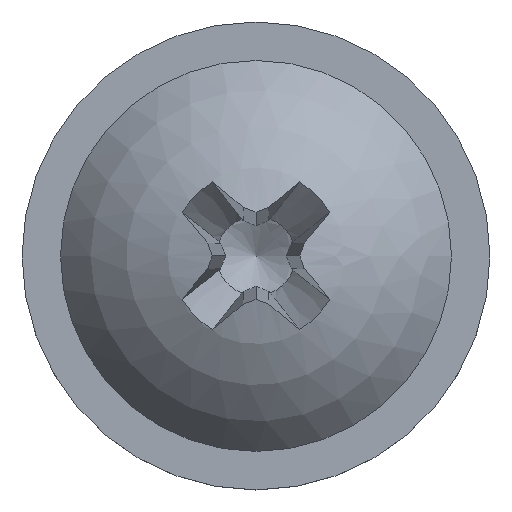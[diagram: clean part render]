
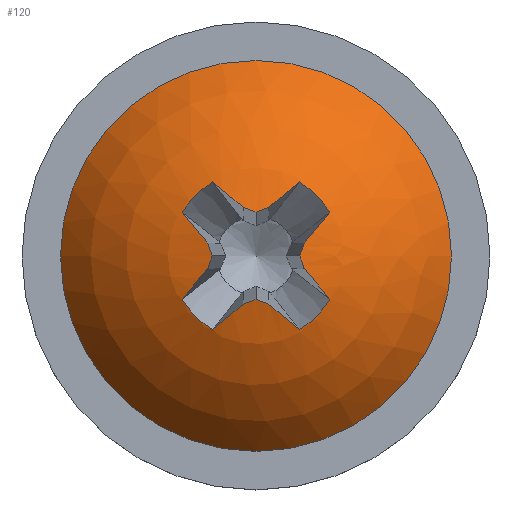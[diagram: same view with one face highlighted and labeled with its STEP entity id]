
A CAD part, top view. The second image highlights one B-rep face of the part: STEP entity #120.
In plain terms, the highlighted spherical face has radius 3.8 mm.
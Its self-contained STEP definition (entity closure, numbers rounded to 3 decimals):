
#21 = EDGE_CURVE('',#22,#22,#24,.T.);
#22 = VERTEX_POINT('',#23);
#23 = CARTESIAN_POINT('',(3.133,0.,0.7));
#24 = CIRCLE('',#25,3.133);
#25 = AXIS2_PLACEMENT_3D('',#26,#27,#28);
#26 = CARTESIAN_POINT('',(0.,0.,0.7));
#27 = DIRECTION('',(0.,0.,1.));
#28 = DIRECTION('',(1.,0.,0.));
#120 = ADVANCED_FACE('',(#121),#312,.T.);
#121 = FACE_BOUND('',#122,.F.);
#122 = EDGE_LOOP('',(#123,#134,#141,#142,#143,#152,#161,#170,#179,#188,
    #197,#206,#215,#224,#233,#242,#251,#260,#269,#278,#287,#296,#305));
#123 = ORIENTED_EDGE('',*,*,#124,.T.);
#124 = EDGE_CURVE('',#125,#127,#129,.T.);
#125 = VERTEX_POINT('',#126);
#126 = CARTESIAN_POINT('',(0.775,-0.205,2.264));
#127 = VERTEX_POINT('',#128);
#128 = CARTESIAN_POINT('',(0.7,0.,2.285));
#129 = CIRCLE('',#130,3.793);
#130 = AXIS2_PLACEMENT_3D('',#131,#132,#133);
#131 = CARTESIAN_POINT('',(0.208,0.079,
    -1.476));
#132 = DIRECTION('',(-0.928,-0.354,0.114));
#133 = DIRECTION('',(0.356,-0.934,0.));
#134 = ORIENTED_EDGE('',*,*,#135,.T.);
#135 = EDGE_CURVE('',#127,#22,#136,.T.);
#136 = CIRCLE('',#137,3.8);
#137 = AXIS2_PLACEMENT_3D('',#138,#139,#140);
#138 = CARTESIAN_POINT('',(0.,0.,-1.45));
#139 = DIRECTION('',(-0.,1.,0.));
#140 = DIRECTION('',(0.,0.,1.));
#141 = ORIENTED_EDGE('',*,*,#21,.F.);
#142 = ORIENTED_EDGE('',*,*,#135,.F.);
#143 = ORIENTED_EDGE('',*,*,#144,.T.);
#144 = EDGE_CURVE('',#127,#145,#147,.T.);
#145 = VERTEX_POINT('',#146);
#146 = CARTESIAN_POINT('',(0.775,0.205,2.264));
#147 = CIRCLE('',#148,3.793);
#148 = AXIS2_PLACEMENT_3D('',#149,#150,#151);
#149 = CARTESIAN_POINT('',(0.208,-0.079,
    -1.476));
#150 = DIRECTION('',(-0.928,0.354,0.114));
#151 = DIRECTION('',(-0.356,-0.934,0.));
#152 = ORIENTED_EDGE('',*,*,#153,.T.);
#153 = EDGE_CURVE('',#145,#154,#156,.T.);
#154 = VERTEX_POINT('',#155);
#155 = CARTESIAN_POINT('',(1.183,0.695,2.094)
  );
#156 = CIRCLE('',#157,3.799);
#157 = AXIS2_PLACEMENT_3D('',#158,#159,#160);
#158 = CARTESIAN_POINT('',(0.078,-0.069,
    -1.46));
#159 = DIRECTION('',(-0.749,0.656,0.092));
#160 = DIRECTION('',(-0.659,-0.752,0.)
  );
#161 = ORIENTED_EDGE('',*,*,#162,.F.);
#162 = EDGE_CURVE('',#163,#154,#165,.T.);
#163 = VERTEX_POINT('',#164);
#164 = CARTESIAN_POINT('',(0.695,1.183,2.094)
  );
#165 = CIRCLE('',#166,1.372);
#166 = AXIS2_PLACEMENT_3D('',#167,#168,#169);
#167 = CARTESIAN_POINT('',(0.,0.,2.094));
#168 = DIRECTION('',(0.,-0.,-1.));
#169 = DIRECTION('',(1.,0.,0.));
#170 = ORIENTED_EDGE('',*,*,#171,.T.);
#171 = EDGE_CURVE('',#163,#172,#174,.T.);
#172 = VERTEX_POINT('',#173);
#173 = CARTESIAN_POINT('',(0.205,0.775,2.264));
#174 = CIRCLE('',#175,3.799);
#175 = AXIS2_PLACEMENT_3D('',#176,#177,#178);
#176 = CARTESIAN_POINT('',(-0.069,0.078,
    -1.46));
#177 = DIRECTION('',(0.656,-0.749,0.092));
#178 = DIRECTION('',(0.752,0.659,0.));
#179 = ORIENTED_EDGE('',*,*,#180,.T.);
#180 = EDGE_CURVE('',#172,#181,#183,.T.);
#181 = VERTEX_POINT('',#182);
#182 = CARTESIAN_POINT('',(0.,0.7,2.285));
#183 = CIRCLE('',#184,3.793);
#184 = AXIS2_PLACEMENT_3D('',#185,#186,#187);
#185 = CARTESIAN_POINT('',(-0.079,0.208,
    -1.476));
#186 = DIRECTION('',(0.354,-0.928,0.114));
#187 = DIRECTION('',(0.934,0.356,0.)
  );
#188 = ORIENTED_EDGE('',*,*,#189,.T.);
#189 = EDGE_CURVE('',#181,#190,#192,.T.);
#190 = VERTEX_POINT('',#191);
#191 = CARTESIAN_POINT('',(-0.205,0.775,2.264));
#192 = CIRCLE('',#193,3.793);
#193 = AXIS2_PLACEMENT_3D('',#194,#195,#196);
#194 = CARTESIAN_POINT('',(0.079,0.208,
    -1.476));
#195 = DIRECTION('',(-0.354,-0.928,0.114));
#196 = DIRECTION('',(0.934,-0.356,0.)
  );
#197 = ORIENTED_EDGE('',*,*,#198,.T.);
#198 = EDGE_CURVE('',#190,#199,#201,.T.);
#199 = VERTEX_POINT('',#200);
#200 = CARTESIAN_POINT('',(-0.695,1.183,2.094
    ));
#201 = CIRCLE('',#202,3.799);
#202 = AXIS2_PLACEMENT_3D('',#203,#204,#205);
#203 = CARTESIAN_POINT('',(0.069,0.078,
    -1.46));
#204 = DIRECTION('',(-0.656,-0.749,0.092)
  );
#205 = DIRECTION('',(0.752,-0.659,0.));
#206 = ORIENTED_EDGE('',*,*,#207,.F.);
#207 = EDGE_CURVE('',#208,#199,#210,.T.);
#208 = VERTEX_POINT('',#209);
#209 = CARTESIAN_POINT('',(-1.183,0.695,2.094
    ));
#210 = CIRCLE('',#211,1.372);
#211 = AXIS2_PLACEMENT_3D('',#212,#213,#214);
#212 = CARTESIAN_POINT('',(0.,0.,2.094));
#213 = DIRECTION('',(0.,-0.,-1.));
#214 = DIRECTION('',(1.,0.,0.));
#215 = ORIENTED_EDGE('',*,*,#216,.T.);
#216 = EDGE_CURVE('',#208,#217,#219,.T.);
#217 = VERTEX_POINT('',#218);
#218 = CARTESIAN_POINT('',(-0.775,0.205,2.264));
#219 = CIRCLE('',#220,3.799);
#220 = AXIS2_PLACEMENT_3D('',#221,#222,#223);
#221 = CARTESIAN_POINT('',(-0.078,-0.069,
    -1.46));
#222 = DIRECTION('',(0.749,0.656,0.092));
#223 = DIRECTION('',(-0.659,0.752,0.));
#224 = ORIENTED_EDGE('',*,*,#225,.T.);
#225 = EDGE_CURVE('',#217,#226,#228,.T.);
#226 = VERTEX_POINT('',#227);
#227 = CARTESIAN_POINT('',(-0.7,0.,2.285));
#228 = CIRCLE('',#229,3.793);
#229 = AXIS2_PLACEMENT_3D('',#230,#231,#232);
#230 = CARTESIAN_POINT('',(-0.208,-0.079,
    -1.476));
#231 = DIRECTION('',(0.928,0.354,0.114));
#232 = DIRECTION('',(-0.356,0.934,0.)
  );
#233 = ORIENTED_EDGE('',*,*,#234,.T.);
#234 = EDGE_CURVE('',#226,#235,#237,.T.);
#235 = VERTEX_POINT('',#236);
#236 = CARTESIAN_POINT('',(-0.775,-0.205,2.264));
#237 = CIRCLE('',#238,3.793);
#238 = AXIS2_PLACEMENT_3D('',#239,#240,#241);
#239 = CARTESIAN_POINT('',(-0.208,0.079,
    -1.476));
#240 = DIRECTION('',(0.928,-0.354,0.114));
#241 = DIRECTION('',(0.356,0.934,0.)
  );
#242 = ORIENTED_EDGE('',*,*,#243,.T.);
#243 = EDGE_CURVE('',#235,#244,#246,.T.);
#244 = VERTEX_POINT('',#245);
#245 = CARTESIAN_POINT('',(-1.183,-0.695,
    2.094));
#246 = CIRCLE('',#247,3.799);
#247 = AXIS2_PLACEMENT_3D('',#248,#249,#250);
#248 = CARTESIAN_POINT('',(-0.078,0.069,
    -1.46));
#249 = DIRECTION('',(0.749,-0.656,0.092));
#250 = DIRECTION('',(0.659,0.752,0.));
#251 = ORIENTED_EDGE('',*,*,#252,.F.);
#252 = EDGE_CURVE('',#253,#244,#255,.T.);
#253 = VERTEX_POINT('',#254);
#254 = CARTESIAN_POINT('',(-0.695,-1.183,
    2.094));
#255 = CIRCLE('',#256,1.372);
#256 = AXIS2_PLACEMENT_3D('',#257,#258,#259);
#257 = CARTESIAN_POINT('',(0.,0.,2.094));
#258 = DIRECTION('',(0.,-0.,-1.));
#259 = DIRECTION('',(1.,0.,0.));
#260 = ORIENTED_EDGE('',*,*,#261,.T.);
#261 = EDGE_CURVE('',#253,#262,#264,.T.);
#262 = VERTEX_POINT('',#263);
#263 = CARTESIAN_POINT('',(-0.205,-0.775,2.264));
#264 = CIRCLE('',#265,3.799);
#265 = AXIS2_PLACEMENT_3D('',#266,#267,#268);
#266 = CARTESIAN_POINT('',(0.069,-0.078,
    -1.46));
#267 = DIRECTION('',(-0.656,0.749,0.092));
#268 = DIRECTION('',(-0.752,-0.659,0.));
#269 = ORIENTED_EDGE('',*,*,#270,.T.);
#270 = EDGE_CURVE('',#262,#271,#273,.T.);
#271 = VERTEX_POINT('',#272);
#272 = CARTESIAN_POINT('',(0.,-0.7,2.285));
#273 = CIRCLE('',#274,3.793);
#274 = AXIS2_PLACEMENT_3D('',#275,#276,#277);
#275 = CARTESIAN_POINT('',(0.079,-0.208,
    -1.476));
#276 = DIRECTION('',(-0.354,0.928,0.114));
#277 = DIRECTION('',(-0.934,-0.356,0.));
#278 = ORIENTED_EDGE('',*,*,#279,.T.);
#279 = EDGE_CURVE('',#271,#280,#282,.T.);
#280 = VERTEX_POINT('',#281);
#281 = CARTESIAN_POINT('',(0.205,-0.775,2.264));
#282 = CIRCLE('',#283,3.793);
#283 = AXIS2_PLACEMENT_3D('',#284,#285,#286);
#284 = CARTESIAN_POINT('',(-0.079,-0.208,
    -1.476));
#285 = DIRECTION('',(0.354,0.928,0.114));
#286 = DIRECTION('',(-0.934,0.356,0.));
#287 = ORIENTED_EDGE('',*,*,#288,.T.);
#288 = EDGE_CURVE('',#280,#289,#291,.T.);
#289 = VERTEX_POINT('',#290);
#290 = CARTESIAN_POINT('',(0.695,-1.183,2.094
    ));
#291 = CIRCLE('',#292,3.799);
#292 = AXIS2_PLACEMENT_3D('',#293,#294,#295);
#293 = CARTESIAN_POINT('',(-0.069,-0.078,
    -1.46));
#294 = DIRECTION('',(0.656,0.749,0.092));
#295 = DIRECTION('',(-0.752,0.659,0.)
  );
#296 = ORIENTED_EDGE('',*,*,#297,.F.);
#297 = EDGE_CURVE('',#298,#289,#300,.T.);
#298 = VERTEX_POINT('',#299);
#299 = CARTESIAN_POINT('',(1.183,-0.695,2.094
    ));
#300 = CIRCLE('',#301,1.372);
#301 = AXIS2_PLACEMENT_3D('',#302,#303,#304);
#302 = CARTESIAN_POINT('',(0.,0.,2.094));
#303 = DIRECTION('',(0.,-0.,-1.));
#304 = DIRECTION('',(1.,0.,0.));
#305 = ORIENTED_EDGE('',*,*,#306,.T.);
#306 = EDGE_CURVE('',#298,#125,#307,.T.);
#307 = CIRCLE('',#308,3.799);
#308 = AXIS2_PLACEMENT_3D('',#309,#310,#311);
#309 = CARTESIAN_POINT('',(0.078,0.069,
    -1.46));
#310 = DIRECTION('',(-0.749,-0.656,0.092)
  );
#311 = DIRECTION('',(0.659,-0.752,0.)
  );
#312 = SPHERICAL_SURFACE('',#313,3.8);
#313 = AXIS2_PLACEMENT_3D('',#314,#315,#316);
#314 = CARTESIAN_POINT('',(0.,0.,-1.45));
#315 = DIRECTION('',(-0.,-0.,-1.));
#316 = DIRECTION('',(1.,0.,0.));
